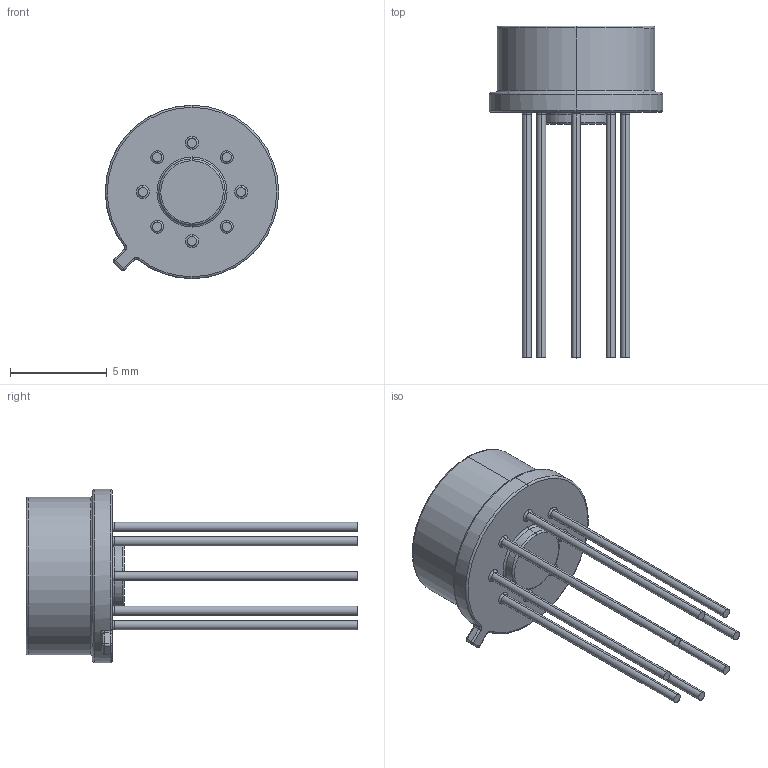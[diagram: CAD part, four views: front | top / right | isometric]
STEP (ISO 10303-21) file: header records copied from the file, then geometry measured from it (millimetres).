
FILE_DESCRIPTION (( 'STEP AP214' ), '1' );
FILE_NAME ('TO99.STEP', '2016-08-03T06:44:58', ( 'NgocHoang' ), ( '' ), 'SwSTEP 2.0', 'SolidWorks 2010', '' );
FILE_SCHEMA (( 'AUTOMOTIVE_DESIGN' ));
Length unit declared in the file: millimetre
Products named in the file (1): TO99
Bounding box: 8.96 x 17.14 x 8.96 mm (x, y, z)
Volume: 265.8 mm3; surface area: 395.1 mm2
Topology: 1 solids, 1 shells, 88 faces, 184 edges, 104 vertices
Faces by surface type: torus 33, cylinder 33, plane 16, sphere 4, bspline 2
Entity records: 3193 total; most frequent: CARTESIAN_POINT 509, DIRECTION 483, ORIENTED_EDGE 360, AXIS2_PLACEMENT_3D 220, EDGE_CURVE 180, CIRCLE 133, VERTEX_POINT 104, EDGE_LOOP 98
